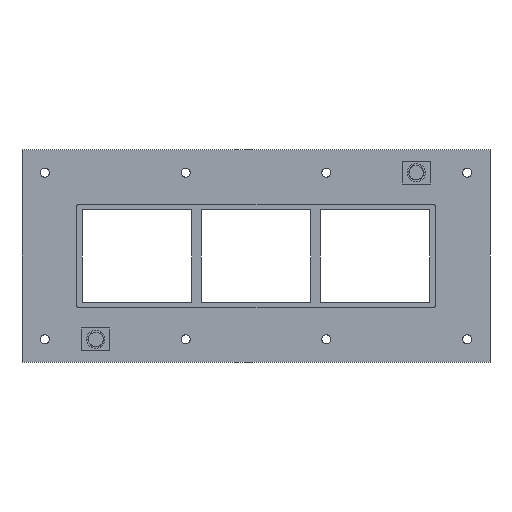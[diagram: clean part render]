
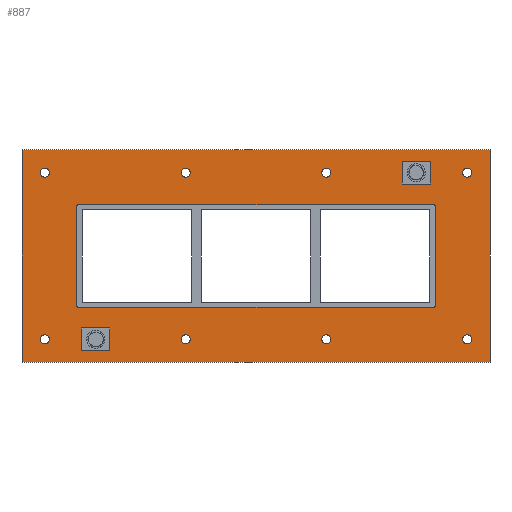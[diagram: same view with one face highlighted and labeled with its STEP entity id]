
A CAD part, front view. The second image highlights one B-rep face of the part: STEP entity #887.
In plain terms, the highlighted planar face has unit normal (0, -1, 0).
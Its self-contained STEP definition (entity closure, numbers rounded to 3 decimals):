
#84=CARTESIAN_POINT('',(-226.75,0.0,-91.5));
#85=VERTEX_POINT('',#84);
#86=CARTESIAN_POINT('',(-231.75,0.0,-91.5));
#87=DIRECTION('',(0.0,1.0,0.0));
#88=DIRECTION('',(1.0,0.0,0.0));
#89=AXIS2_PLACEMENT_3D('',#86,#87,#88);
#90=CIRCLE('',#89,5.0);
#91=EDGE_CURVE('',#85,#85,#90,.T.);
#112=CARTESIAN_POINT('',(-72.25,0.0,91.5));
#113=VERTEX_POINT('',#112);
#114=CARTESIAN_POINT('',(-77.25,0.0,91.5));
#115=DIRECTION('',(0.0,1.0,0.0));
#116=DIRECTION('',(1.0,0.0,0.0));
#117=AXIS2_PLACEMENT_3D('',#114,#115,#116);
#118=CIRCLE('',#117,5.0);
#119=EDGE_CURVE('',#113,#113,#118,.T.);
#140=CARTESIAN_POINT('',(-72.25,0.0,-91.5));
#141=VERTEX_POINT('',#140);
#142=CARTESIAN_POINT('',(-77.25,0.0,-91.5));
#143=DIRECTION('',(0.0,1.0,0.0));
#144=DIRECTION('',(1.0,0.0,0.0));
#145=AXIS2_PLACEMENT_3D('',#142,#143,#144);
#146=CIRCLE('',#145,5.0);
#147=EDGE_CURVE('',#141,#141,#146,.T.);
#168=CARTESIAN_POINT('',(82.25,0.0,91.5));
#169=VERTEX_POINT('',#168);
#170=CARTESIAN_POINT('',(77.25,0.0,91.5));
#171=DIRECTION('',(0.0,1.0,0.0));
#172=DIRECTION('',(1.0,0.0,0.0));
#173=AXIS2_PLACEMENT_3D('',#170,#171,#172);
#174=CIRCLE('',#173,5.0);
#175=EDGE_CURVE('',#169,#169,#174,.T.);
#196=CARTESIAN_POINT('',(82.25,0.0,-91.5));
#197=VERTEX_POINT('',#196);
#198=CARTESIAN_POINT('',(77.25,0.0,-91.5));
#199=DIRECTION('',(0.0,1.0,0.0));
#200=DIRECTION('',(1.0,0.0,0.0));
#201=AXIS2_PLACEMENT_3D('',#198,#199,#200);
#202=CIRCLE('',#201,5.0);
#203=EDGE_CURVE('',#197,#197,#202,.T.);
#224=CARTESIAN_POINT('',(236.75,0.0,-91.5));
#225=VERTEX_POINT('',#224);
#226=CARTESIAN_POINT('',(231.75,0.0,-91.5));
#227=DIRECTION('',(0.0,1.0,0.0));
#228=DIRECTION('',(1.0,0.0,0.0));
#229=AXIS2_PLACEMENT_3D('',#226,#227,#228);
#230=CIRCLE('',#229,5.0);
#231=EDGE_CURVE('',#225,#225,#230,.T.);
#252=CARTESIAN_POINT('',(-226.75,0.0,91.5));
#253=VERTEX_POINT('',#252);
#254=CARTESIAN_POINT('',(-231.75,0.0,91.5));
#255=DIRECTION('',(0.0,1.0,0.0));
#256=DIRECTION('',(1.0,0.0,0.0));
#257=AXIS2_PLACEMENT_3D('',#254,#255,#256);
#258=CIRCLE('',#257,5.0);
#259=EDGE_CURVE('',#253,#253,#258,.T.);
#280=CARTESIAN_POINT('',(236.75,0.0,91.5));
#281=VERTEX_POINT('',#280);
#282=CARTESIAN_POINT('',(231.75,0.0,91.5));
#283=DIRECTION('',(0.0,1.0,0.0));
#284=DIRECTION('',(1.0,0.0,0.0));
#285=AXIS2_PLACEMENT_3D('',#282,#283,#284);
#286=CIRCLE('',#285,5.0);
#287=EDGE_CURVE('',#281,#281,#286,.T.);
#754=CARTESIAN_POINT('',(0.,0.0,0.));
#755=DIRECTION('',(0.0,1.0,0.0));
#756=DIRECTION('',(0.0,0.0,1.0));
#757=AXIS2_PLACEMENT_3D('',#754,#755,#756);
#758=PLANE('',#757);
#759=CARTESIAN_POINT('',(-256.75,0.0,116.5));
#760=VERTEX_POINT('',#759);
#761=CARTESIAN_POINT('',(256.75,0.0,116.5));
#762=VERTEX_POINT('',#761);
#763=CARTESIAN_POINT('',(-256.75,0.0,116.5));
#764=DIRECTION('',(1.0,0.0,0.0));
#765=VECTOR('',#764,513.5);
#766=LINE('',#763,#765);
#767=EDGE_CURVE('',#760,#762,#766,.T.);
#768=ORIENTED_EDGE('',*,*,#767,.F.);
#769=CARTESIAN_POINT('',(-256.75,0.0,-116.5));
#770=VERTEX_POINT('',#769);
#771=CARTESIAN_POINT('',(-256.75,0.0,-116.5));
#772=DIRECTION('',(0.0,0.0,1.0));
#773=VECTOR('',#772,233.);
#774=LINE('',#771,#773);
#775=EDGE_CURVE('',#770,#760,#774,.T.);
#776=ORIENTED_EDGE('',*,*,#775,.F.);
#777=CARTESIAN_POINT('',(256.75,0.0,-116.5));
#778=VERTEX_POINT('',#777);
#779=CARTESIAN_POINT('',(256.75,0.0,-116.5));
#780=DIRECTION('',(-1.0,0.0,0.0));
#781=VECTOR('',#780,513.5);
#782=LINE('',#779,#781);
#783=EDGE_CURVE('',#778,#770,#782,.T.);
#784=ORIENTED_EDGE('',*,*,#783,.F.);
#785=CARTESIAN_POINT('',(256.75,0.0,116.5));
#786=DIRECTION('',(0.0,0.0,-1.0));
#787=VECTOR('',#786,233.);
#788=LINE('',#785,#787);
#789=EDGE_CURVE('',#762,#778,#788,.T.);
#790=ORIENTED_EDGE('',*,*,#789,.F.);
#791=EDGE_LOOP('',(#768,#776,#784,#790));
#792=FACE_OUTER_BOUND('',#791,.T.);
#793=ORIENTED_EDGE('',*,*,#91,.T.);
#794=EDGE_LOOP('',(#793));
#795=FACE_BOUND('',#794,.T.);
#796=ORIENTED_EDGE('',*,*,#119,.T.);
#797=EDGE_LOOP('',(#796));
#798=FACE_BOUND('',#797,.T.);
#799=ORIENTED_EDGE('',*,*,#147,.T.);
#800=EDGE_LOOP('',(#799));
#801=FACE_BOUND('',#800,.T.);
#802=ORIENTED_EDGE('',*,*,#175,.T.);
#803=EDGE_LOOP('',(#802));
#804=FACE_BOUND('',#803,.T.);
#805=ORIENTED_EDGE('',*,*,#203,.T.);
#806=EDGE_LOOP('',(#805));
#807=FACE_BOUND('',#806,.T.);
#808=ORIENTED_EDGE('',*,*,#231,.T.);
#809=EDGE_LOOP('',(#808));
#810=FACE_BOUND('',#809,.T.);
#811=ORIENTED_EDGE('',*,*,#259,.T.);
#812=EDGE_LOOP('',(#811));
#813=FACE_BOUND('',#812,.T.);
#814=ORIENTED_EDGE('',*,*,#287,.T.);
#815=EDGE_LOOP('',(#814));
#816=FACE_BOUND('',#815,.T.);
#817=CARTESIAN_POINT('',(-194.75,0.0,56.5));
#818=VERTEX_POINT('',#817);
#819=CARTESIAN_POINT('',(-196.75,0.0,54.5));
#820=VERTEX_POINT('',#819);
#821=CARTESIAN_POINT('',(-194.75,0.0,54.5));
#822=DIRECTION('',(0.0,-1.0,0.0));
#823=DIRECTION('',(-0.707,0.0,0.707));
#824=AXIS2_PLACEMENT_3D('',#821,#822,#823);
#825=CIRCLE('',#824,2.0);
#826=EDGE_CURVE('',#818,#820,#825,.T.);
#827=ORIENTED_EDGE('',*,*,#826,.F.);
#828=CARTESIAN_POINT('',(194.75,0.0,56.5));
#829=VERTEX_POINT('',#828);
#830=CARTESIAN_POINT('',(194.75,0.0,56.5));
#831=DIRECTION('',(-1.0,0.0,0.0));
#832=VECTOR('',#831,389.5);
#833=LINE('',#830,#832);
#834=EDGE_CURVE('',#829,#818,#833,.T.);
#835=ORIENTED_EDGE('',*,*,#834,.F.);
#836=CARTESIAN_POINT('',(196.75,0.0,54.5));
#837=VERTEX_POINT('',#836);
#838=CARTESIAN_POINT('',(194.75,0.0,54.5));
#839=DIRECTION('',(0.0,-1.0,0.0));
#840=DIRECTION('',(0.707,0.0,0.707));
#841=AXIS2_PLACEMENT_3D('',#838,#839,#840);
#842=CIRCLE('',#841,2.0);
#843=EDGE_CURVE('',#837,#829,#842,.T.);
#844=ORIENTED_EDGE('',*,*,#843,.F.);
#845=CARTESIAN_POINT('',(196.75,0.0,-54.5));
#846=VERTEX_POINT('',#845);
#847=CARTESIAN_POINT('',(196.75,0.0,-54.5));
#848=DIRECTION('',(0.0,0.0,1.0));
#849=VECTOR('',#848,109.);
#850=LINE('',#847,#849);
#851=EDGE_CURVE('',#846,#837,#850,.T.);
#852=ORIENTED_EDGE('',*,*,#851,.F.);
#853=CARTESIAN_POINT('',(194.75,0.0,-56.5));
#854=VERTEX_POINT('',#853);
#855=CARTESIAN_POINT('',(194.75,0.0,-54.5));
#856=DIRECTION('',(0.0,-1.0,0.0));
#857=DIRECTION('',(0.707,0.0,-0.707));
#858=AXIS2_PLACEMENT_3D('',#855,#856,#857);
#859=CIRCLE('',#858,2.0);
#860=EDGE_CURVE('',#854,#846,#859,.T.);
#861=ORIENTED_EDGE('',*,*,#860,.F.);
#862=CARTESIAN_POINT('',(-194.75,0.0,-56.5));
#863=VERTEX_POINT('',#862);
#864=CARTESIAN_POINT('',(-194.75,0.0,-56.5));
#865=DIRECTION('',(1.0,0.0,0.0));
#866=VECTOR('',#865,389.5);
#867=LINE('',#864,#866);
#868=EDGE_CURVE('',#863,#854,#867,.T.);
#869=ORIENTED_EDGE('',*,*,#868,.F.);
#870=CARTESIAN_POINT('',(-196.75,0.0,-54.5));
#871=VERTEX_POINT('',#870);
#872=CARTESIAN_POINT('',(-194.75,0.0,-54.5));
#873=DIRECTION('',(0.0,-1.0,0.0));
#874=DIRECTION('',(-0.707,0.0,-0.707));
#875=AXIS2_PLACEMENT_3D('',#872,#873,#874);
#876=CIRCLE('',#875,2.0);
#877=EDGE_CURVE('',#871,#863,#876,.T.);
#878=ORIENTED_EDGE('',*,*,#877,.F.);
#879=CARTESIAN_POINT('',(-196.75,0.0,54.5));
#880=DIRECTION('',(0.0,0.0,-1.0));
#881=VECTOR('',#880,109.);
#882=LINE('',#879,#881);
#883=EDGE_CURVE('',#820,#871,#882,.T.);
#884=ORIENTED_EDGE('',*,*,#883,.F.);
#885=EDGE_LOOP('',(#827,#835,#844,#852,#861,#869,#878,#884));
#886=FACE_BOUND('',#885,.T.);
#887=ADVANCED_FACE('',(#792,#795,#798,#801,#804,#807,#810,#813,#816,#886),#758,.F.);
